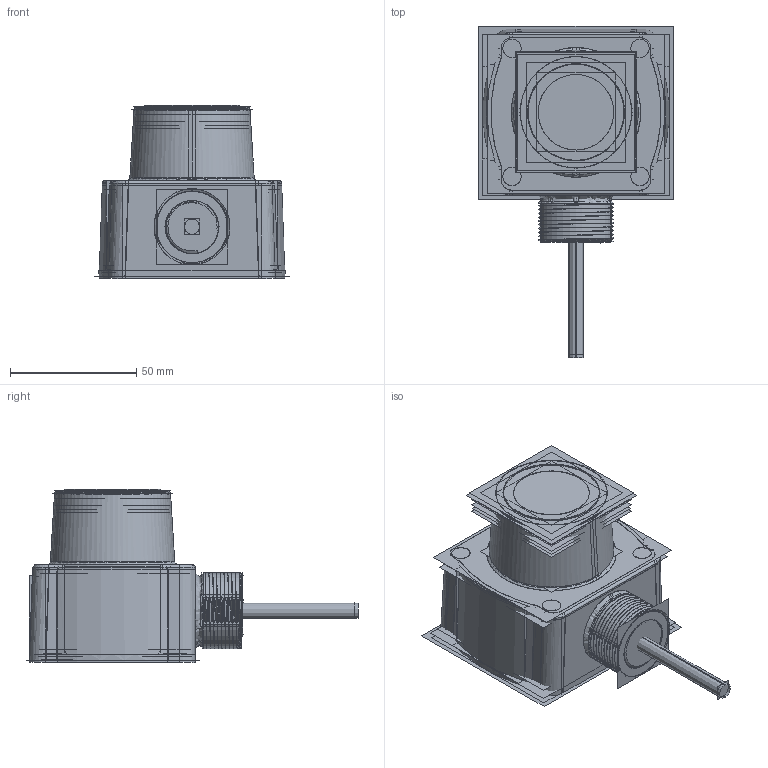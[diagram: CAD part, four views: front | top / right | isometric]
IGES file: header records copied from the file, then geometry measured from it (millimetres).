
Start section:  PTC IGES file: 159635.igs
Global section: file name: 159635.igs; native system: Pro/ENGINEER by Parametric Technology Corporation; preprocessor: 2009141; author: banengservice; organization: Unknown; date: 20121105.130512; units: millimetre
Bounding box: 77.01 x 131.69 x 68.93 mm (x, y, z)
Volume: 105376.6 mm3; surface area: 791163 mm2
Topology: 12 solids, 18 shells, 2154 faces, 11004 edges, 13942 vertices
Faces by surface type: bspline 1156, revolution 956, extrusion 42
